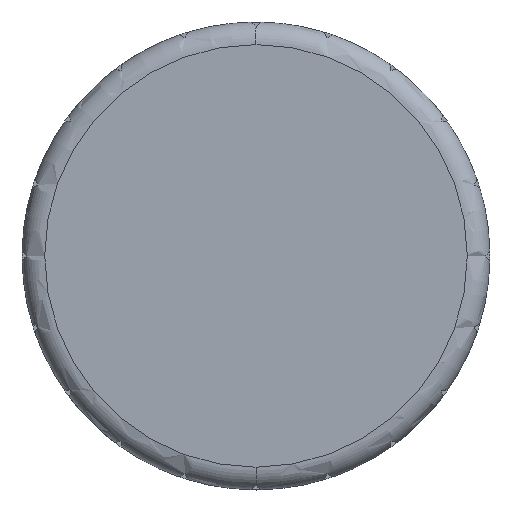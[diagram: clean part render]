
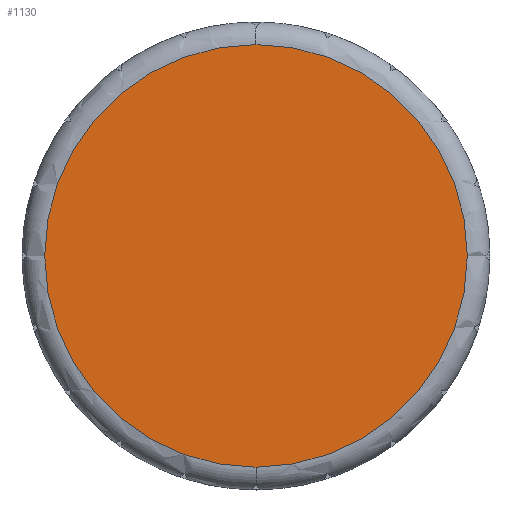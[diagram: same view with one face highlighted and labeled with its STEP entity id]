
A CAD part, top view. The second image highlights one B-rep face of the part: STEP entity #1130.
In plain terms, the highlighted planar face has unit normal (0, 0, 1).
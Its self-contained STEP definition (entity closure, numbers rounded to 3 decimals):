
#968=EDGE_CURVE('',#1048,#974,#2327,.T.);
#974=VERTEX_POINT('',#2333);
#1010=EDGE_CURVE('',#1122,#1048,#2374,.T.);
#1048=VERTEX_POINT('',#2415);
#1122=VERTEX_POINT('',#2493);
#1130=ADVANCED_FACE('',(#2502),#2503,.T.);
#1732=EDGE_CURVE('',#974,#1122,#3170,.T.);
#2327=CIRCLE('',#4100,14.0);
#2333=CARTESIAN_POINT('',(0.,-14.0,40.0));
#2374=CIRCLE('',#4167,14.0);
#2415=CARTESIAN_POINT('',(14.0,0.,40.0));
#2493=CARTESIAN_POINT('',(0.,14.0,40.0));
#2502=FACE_OUTER_BOUND('',#4367,.T.);
#2503=PLANE('',#4368);
#3170=CIRCLE('',#5557,14.0);
#4100=AXIS2_PLACEMENT_3D('',#6470,#6471,#6472);
#4167=AXIS2_PLACEMENT_3D('',#6599,#6600,#6601);
#4367=EDGE_LOOP('',(#6713,#6714,#6715));
#4368=AXIS2_PLACEMENT_3D('',#6716,#6717,#6718);
#5557=AXIS2_PLACEMENT_3D('',#7460,#7461,#7462);
#6470=CARTESIAN_POINT('',(0.0,0.,40.0));
#6471=DIRECTION('',(0.0,0.,-1.0));
#6472=DIRECTION('',(1.0,0.0,0.0));
#6599=CARTESIAN_POINT('',(0.0,0.,40.0));
#6600=DIRECTION('',(0.0,0.,-1.0));
#6601=DIRECTION('',(1.0,0.0,0.0));
#6713=ORIENTED_EDGE('',*,*,#968,.F.);
#6714=ORIENTED_EDGE('',*,*,#1010,.F.);
#6715=ORIENTED_EDGE('',*,*,#1732,.F.);
#6716=CARTESIAN_POINT('',(7.0,0.,40.0));
#6717=DIRECTION('',(0.0,0.,1.0));
#6718=DIRECTION('',(-1.0,0.0,0.0));
#7460=CARTESIAN_POINT('',(0.0,0.,40.0));
#7461=DIRECTION('',(0.0,0.,-1.0));
#7462=DIRECTION('',(1.0,0.0,0.0));
